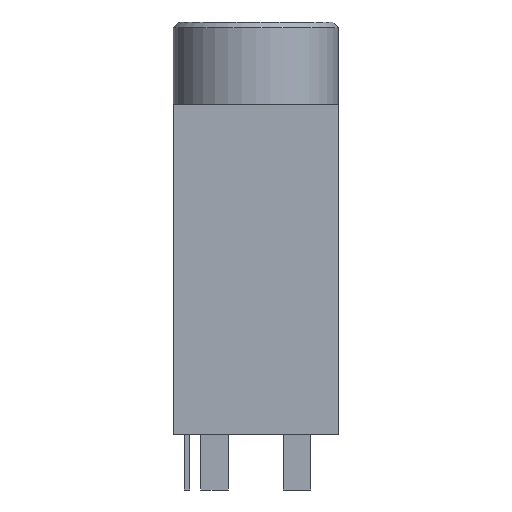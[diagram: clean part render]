
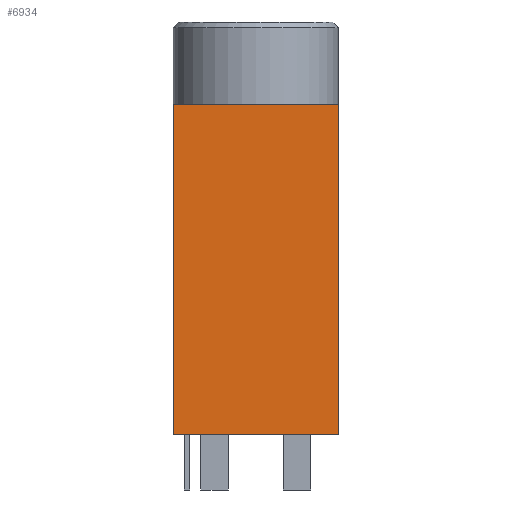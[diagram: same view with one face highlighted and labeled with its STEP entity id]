
A CAD part, left-side view. The second image highlights one B-rep face of the part: STEP entity #6934.
In plain terms, the highlighted planar face has unit normal (-1, 0, 0).
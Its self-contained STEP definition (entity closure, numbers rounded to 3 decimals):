
#444=FACE_OUTER_BOUND('',#848,.T.);
#848=EDGE_LOOP('',(#4721,#4722,#4723,#4724));
#1261=LINE('',#9265,#2006);
#1354=LINE('',#9749,#2099);
#1408=LINE('',#10024,#2153);
#1411=LINE('',#10030,#2156);
#2006=VECTOR('',#7800,1000.);
#2099=VECTOR('',#7957,1000.);
#2153=VECTOR('',#8013,1000.);
#2156=VECTOR('',#8020,1000.);
#2731=VERTEX_POINT('',#9257);
#2734=VERTEX_POINT('',#9263);
#2905=VERTEX_POINT('',#9748);
#2967=VERTEX_POINT('',#10022);
#3409=EDGE_CURVE('',#2734,#2731,#1261,.T.);
#3580=EDGE_CURVE('',#2905,#2731,#1354,.T.);
#3644=EDGE_CURVE('',#2967,#2734,#1408,.T.);
#3647=EDGE_CURVE('',#2967,#2905,#1411,.T.);
#4721=ORIENTED_EDGE('',*,*,#3580,.T.);
#4722=ORIENTED_EDGE('',*,*,#3409,.F.);
#4723=ORIENTED_EDGE('',*,*,#3644,.F.);
#4724=ORIENTED_EDGE('',*,*,#3647,.T.);
#6299=PLANE('',#7367);
#6934=ADVANCED_FACE('',(#444),#6299,.F.);
#7367=AXIS2_PLACEMENT_3D('',#10072,#8042,#8043);
#7800=DIRECTION('',(0.,0.,-1.));
#7957=DIRECTION('',(0.,-1.,0.));
#8013=DIRECTION('',(0.,-1.,0.));
#8020=DIRECTION('',(0.,0.,-1.));
#8042=DIRECTION('center_axis',(1.,0.,0.));
#8043=DIRECTION('ref_axis',(0.,0.,-1.));
#9257=CARTESIAN_POINT('',(-5.,-3.,0.));
#9263=CARTESIAN_POINT('',(-5.,-3.,12.));
#9265=CARTESIAN_POINT('',(-5.,-3.,12.));
#9748=CARTESIAN_POINT('',(-5.,3.,0.));
#9749=CARTESIAN_POINT('',(-5.,3.,0.));
#10022=CARTESIAN_POINT('',(-5.,3.,12.));
#10024=CARTESIAN_POINT('',(-5.,3.,12.));
#10030=CARTESIAN_POINT('',(-5.,3.,12.));
#10072=CARTESIAN_POINT('Origin',(-5.,3.,12.));
